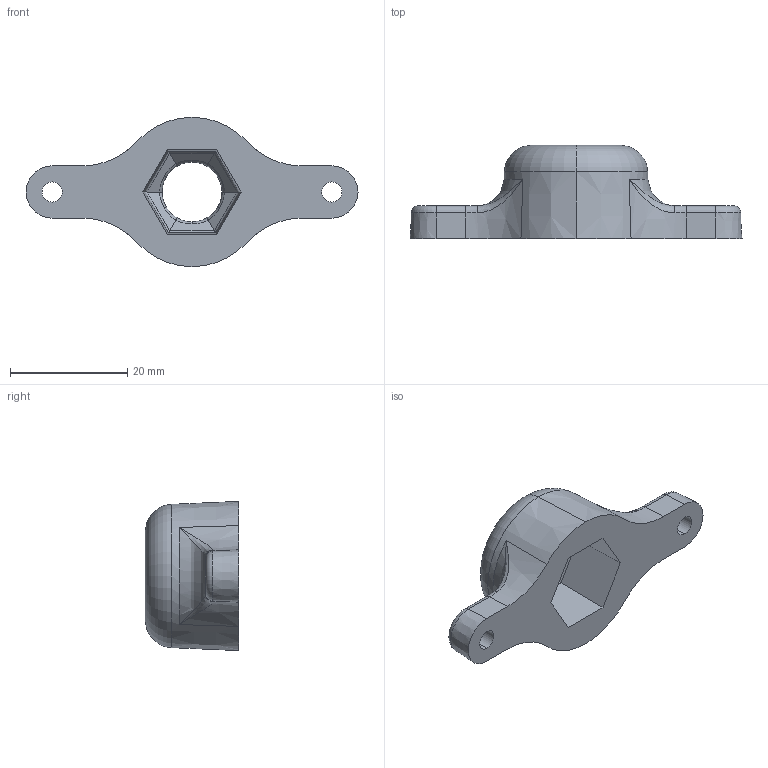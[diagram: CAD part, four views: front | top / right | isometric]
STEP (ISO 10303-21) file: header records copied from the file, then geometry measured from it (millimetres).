
FILE_DESCRIPTION (( 'STEP AP214' ), '1' );
FILE_NAME ('am-4591 Chassis Nut Holder.STEP', '2021-06-01T15:35:07', ( '' ), ( '' ), 'SwSTEP 2.0', 'SolidWorks 2019', '' );
FILE_SCHEMA (( 'AUTOMOTIVE_DESIGN' ));
Length unit declared in the file: inch
Products named in the file (1): am-4591 Chassis Nut Holder
Bounding box: 56.52 x 15.88 x 25.4 mm (x, y, z)
Volume: 6516.4 mm3; surface area: 3382 mm2
Topology: 1 solids, 1 shells, 72 faces, 174 edges, 100 vertices
Faces by surface type: plane 20, bspline 16, cylinder 16, torus 12, cone 8
Entity records: 2548 total; most frequent: CARTESIAN_POINT 983, ORIENTED_EDGE 340, DIRECTION 304, EDGE_CURVE 170, AXIS2_PLACEMENT_3D 121, VERTEX_POINT 100, EDGE_LOOP 78, ADVANCED_FACE 72
